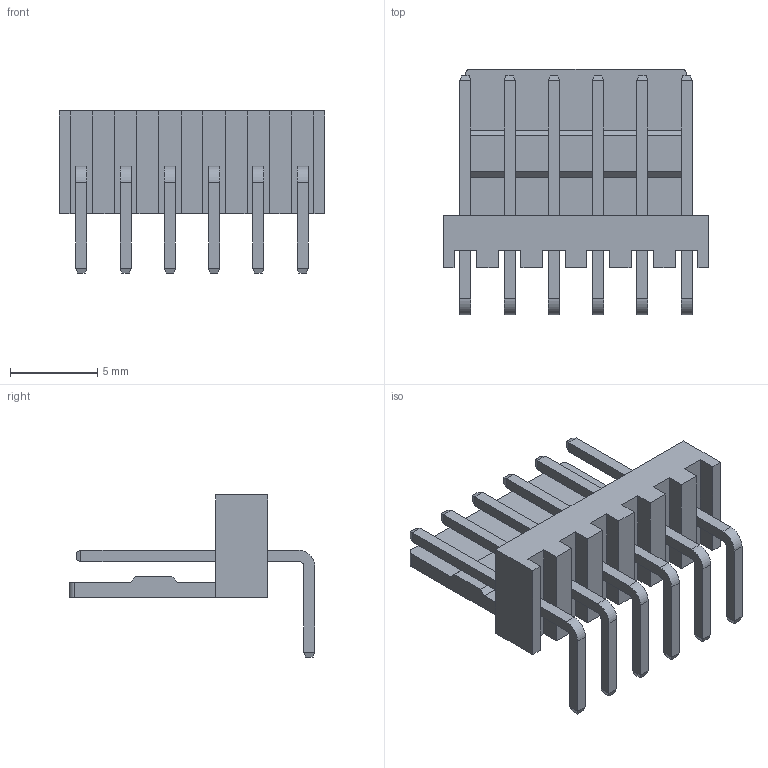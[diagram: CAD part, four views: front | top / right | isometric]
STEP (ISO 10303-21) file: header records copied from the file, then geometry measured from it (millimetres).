
FILE_DESCRIPTION (( 'STEP AP214' ), '1' );
FILE_NAME ('User Library-DS1070-6MR (WF-6RA CONNFLY).STEP', '2019-01-04T10:46:03', ( '' ), ( '' ), 'SwSTEP 2.0', 'SolidWorks 2018', '' );
FILE_SCHEMA (( 'AUTOMOTIVE_DESIGN' ));
Length unit declared in the file: millimetre
Products named in the file (1): User Library-DS1070-6MR (WF-6RA CONNFLY)
Bounding box: 15.24 x 14.1 x 9.3 mm (x, y, z)
Volume: 370.1 mm3; surface area: 851.1 mm2
Topology: 1 solids, 1 shells, 172 faces, 426 edges, 268 vertices
Faces by surface type: plane 158, cylinder 14
Entity records: 5428 total; most frequent: CARTESIAN_POINT 867, ORIENTED_EDGE 852, DIRECTION 800, EDGE_CURVE 426, VECTOR 398, LINE 398, VERTEX_POINT 268, AXIS2_PLACEMENT_3D 201
